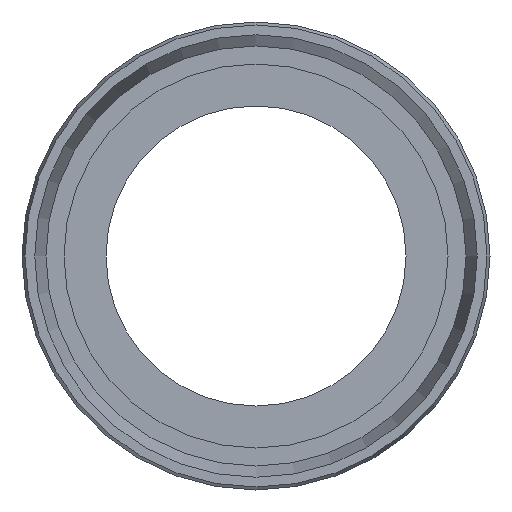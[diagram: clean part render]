
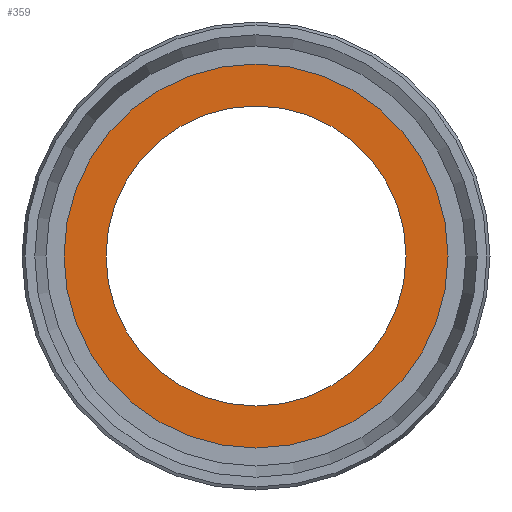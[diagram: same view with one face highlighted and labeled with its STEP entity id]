
A CAD part, front view. The second image highlights one B-rep face of the part: STEP entity #359.
In plain terms, the highlighted planar face has unit normal (0, -1, 0).
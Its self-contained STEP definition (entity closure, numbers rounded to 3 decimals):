
#32=PLANE('',#413);
#54=FACE_BOUND('',#169,.T.);
#87=CIRCLE('',#412,32.);
#88=CIRCLE('',#414,25.);
#117=FACE_OUTER_BOUND('',#168,.T.);
#168=EDGE_LOOP('',(#302));
#169=EDGE_LOOP('',(#303));
#218=VERTEX_POINT('',#692);
#219=VERTEX_POINT('',#695);
#251=EDGE_CURVE('',#218,#218,#87,.T.);
#252=EDGE_CURVE('',#219,#219,#88,.T.);
#302=ORIENTED_EDGE('',*,*,#251,.T.);
#303=ORIENTED_EDGE('',*,*,#252,.F.);
#359=ADVANCED_FACE('',(#117,#54),#32,.T.);
#412=AXIS2_PLACEMENT_3D('',#693,#515,#516);
#413=AXIS2_PLACEMENT_3D('',#694,#517,#518);
#414=AXIS2_PLACEMENT_3D('',#696,#519,#520);
#515=DIRECTION('center_axis',(0.,-1.,0.));
#516=DIRECTION('ref_axis',(1.,0.,0.));
#517=DIRECTION('center_axis',(0.,-1.,0.));
#518=DIRECTION('ref_axis',(0.,0.,-1.));
#519=DIRECTION('center_axis',(0.,-1.,0.));
#520=DIRECTION('ref_axis',(1.,0.,0.));
#692=CARTESIAN_POINT('',(32.,7.,0.));
#693=CARTESIAN_POINT('Origin',(0.,7.,0.));
#694=CARTESIAN_POINT('Origin',(28.5,7.,0.));
#695=CARTESIAN_POINT('',(25.,7.,0.));
#696=CARTESIAN_POINT('Origin',(0.,7.,0.));
